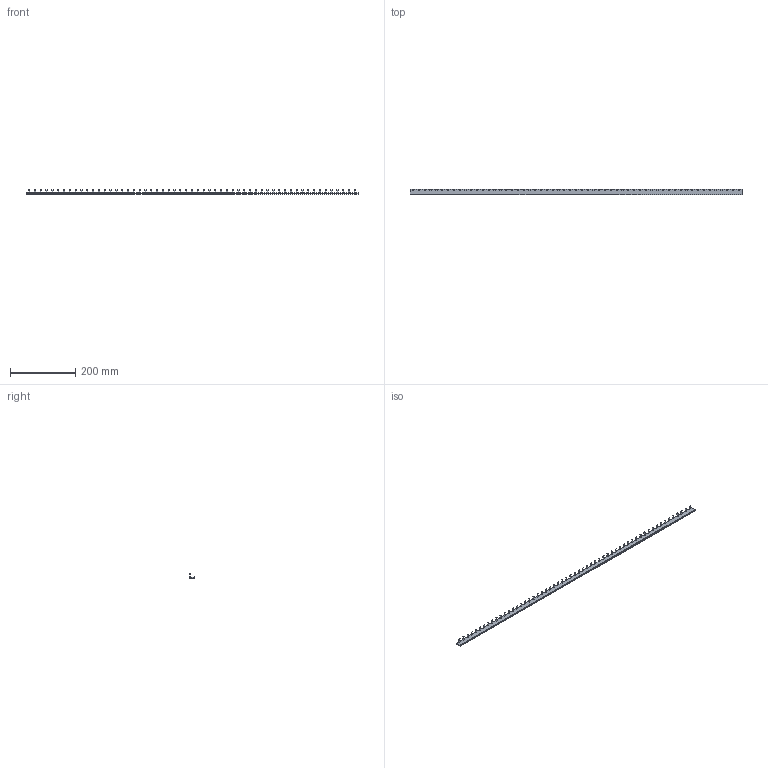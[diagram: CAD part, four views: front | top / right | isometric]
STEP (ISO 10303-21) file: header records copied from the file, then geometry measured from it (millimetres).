
FILE_DESCRIPTION(('CATIA V5 STEP Exchange','CAx-IF Rec.Pracs.--- Model Styling and Organization---1.4--- 2014-01-23'),'2;1');
FILE_NAME ('D1521644_1', '2022-05-03T04:52:34+00:00', ('none'), ('Weidmueller'), 'CATIA Version 5-6 Release 2016 SP3 HF44', 'CATIA V5 STEP AP214', 'none');
FILE_SCHEMA(('AUTOMOTIVE_DESIGN { 1 0 10303 214 1 1 1 1 }'));
Length unit declared in the file: millimetre
Products named in the file (1): 2658030000
Bounding box: 1016 x 16.9 x 14.65 mm (x, y, z)
Volume: 69805.6 mm3; surface area: 47627.9 mm2
Topology: 59 solids, 59 shells, 358 faces, 722 edges, 482 vertices
Faces by surface type: plane 354, cylinder 4
Entity records: 8819 total; most frequent: CARTESIAN_POINT 1507, ORIENTED_EDGE 1444, DIRECTION 1326, EDGE_CURVE 722, VECTOR 715, LINE 715, VERTEX_POINT 482, ADVANCED_FACE 358
